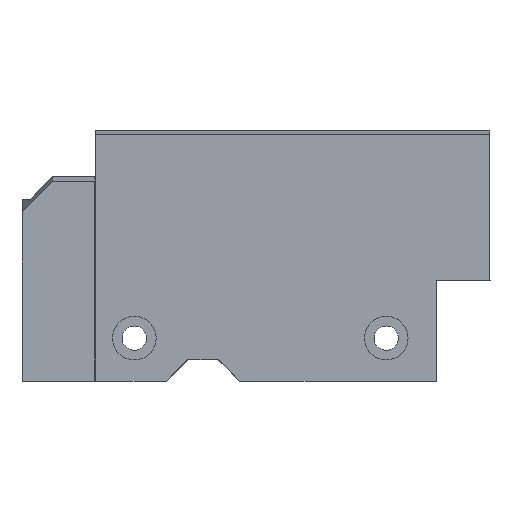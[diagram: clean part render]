
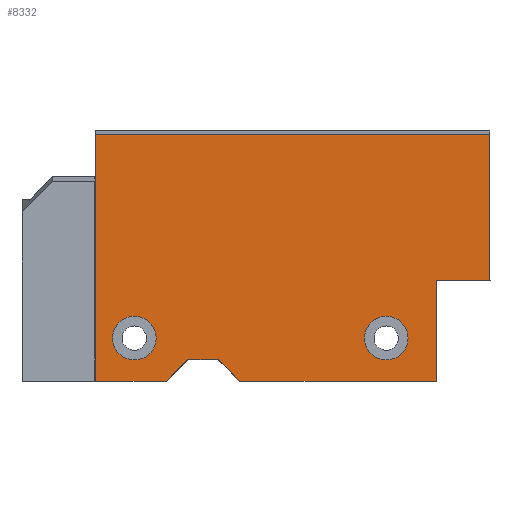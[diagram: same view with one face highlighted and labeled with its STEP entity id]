
A CAD part, left-side view. The second image highlights one B-rep face of the part: STEP entity #8332.
In plain terms, the highlighted planar face has unit normal (-1, 0, 0).
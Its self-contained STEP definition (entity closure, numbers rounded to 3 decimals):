
#685=FACE_BOUND('',#1681,.T.);
#686=FACE_BOUND('',#1682,.T.);
#769=PLANE('',#9062);
#1188=FACE_OUTER_BOUND('',#1680,.T.);
#1680=EDGE_LOOP('',(#7175,#7176,#7177,#7178,#7179,#7180,#7181,#7182,#7183,
#7184));
#1681=EDGE_LOOP('',(#7185));
#1682=EDGE_LOOP('',(#7186));
#2100=LINE('',#23406,#2560);
#2115=LINE('',#23449,#2575);
#2117=LINE('',#23459,#2577);
#2121=LINE('',#23471,#2581);
#2123=LINE('',#23475,#2583);
#2218=LINE('',#23868,#2678);
#2220=LINE('',#23872,#2680);
#2221=LINE('',#23874,#2681);
#2222=LINE('',#23875,#2682);
#2223=LINE('',#23876,#2683);
#2560=VECTOR('',#10288,10.);
#2575=VECTOR('',#10333,10.);
#2577=VECTOR('',#10343,10.);
#2581=VECTOR('',#10359,10.);
#2583=VECTOR('',#10363,10.);
#2678=VECTOR('',#10630,10.);
#2680=VECTOR('',#10634,10.);
#2681=VECTOR('',#10635,10.);
#2682=VECTOR('',#10636,10.);
#2683=VECTOR('',#10637,10.);
#3126=CIRCLE('',#9063,3.05);
#3127=CIRCLE('',#9064,3.05);
#3716=VERTEX_POINT('',#23403);
#3717=VERTEX_POINT('',#23405);
#3730=VERTEX_POINT('',#23447);
#3734=VERTEX_POINT('',#23457);
#3736=VERTEX_POINT('',#23469);
#3737=VERTEX_POINT('',#23473);
#3824=VERTEX_POINT('',#23865);
#3825=VERTEX_POINT('',#23867);
#3826=VERTEX_POINT('',#23871);
#3827=VERTEX_POINT('',#23873);
#3828=VERTEX_POINT('',#23877);
#3829=VERTEX_POINT('',#23879);
#4810=EDGE_CURVE('',#3717,#3716,#2100,.T.);
#4832=EDGE_CURVE('',#3716,#3730,#2115,.T.);
#4836=EDGE_CURVE('',#3730,#3734,#2117,.T.);
#4843=EDGE_CURVE('',#3734,#3736,#2121,.T.);
#4845=EDGE_CURVE('',#3736,#3737,#2123,.T.);
#4981=EDGE_CURVE('',#3825,#3824,#2218,.T.);
#4983=EDGE_CURVE('',#3737,#3826,#2220,.T.);
#4984=EDGE_CURVE('',#3826,#3827,#2221,.F.);
#4985=EDGE_CURVE('',#3827,#3825,#2222,.F.);
#4986=EDGE_CURVE('',#3717,#3824,#2223,.T.);
#4987=EDGE_CURVE('',#3828,#3828,#3126,.T.);
#4988=EDGE_CURVE('',#3829,#3829,#3127,.T.);
#7175=ORIENTED_EDGE('',*,*,#4843,.T.);
#7176=ORIENTED_EDGE('',*,*,#4845,.T.);
#7177=ORIENTED_EDGE('',*,*,#4983,.T.);
#7178=ORIENTED_EDGE('',*,*,#4984,.T.);
#7179=ORIENTED_EDGE('',*,*,#4985,.T.);
#7180=ORIENTED_EDGE('',*,*,#4981,.T.);
#7181=ORIENTED_EDGE('',*,*,#4986,.F.);
#7182=ORIENTED_EDGE('',*,*,#4810,.T.);
#7183=ORIENTED_EDGE('',*,*,#4832,.T.);
#7184=ORIENTED_EDGE('',*,*,#4836,.T.);
#7185=ORIENTED_EDGE('',*,*,#4987,.T.);
#7186=ORIENTED_EDGE('',*,*,#4988,.T.);
#8332=ADVANCED_FACE('',(#1188,#685,#686),#769,.T.);
#9062=AXIS2_PLACEMENT_3D('',#23870,#10632,#10633);
#9063=AXIS2_PLACEMENT_3D('',#23878,#10638,#10639);
#9064=AXIS2_PLACEMENT_3D('',#23880,#10640,#10641);
#10288=DIRECTION('',(0.,-1.,0.));
#10333=DIRECTION('',(0.,-0.707,0.707));
#10343=DIRECTION('',(0.,-1.,0.));
#10359=DIRECTION('',(0.,-0.707,-0.707));
#10363=DIRECTION('',(0.,-1.,0.));
#10630=DIRECTION('',(0.,1.,0.));
#10632=DIRECTION('center_axis',(-1.,0.,0.));
#10633=DIRECTION('ref_axis',(0.,-1.,0.));
#10634=DIRECTION('',(0.,0.,1.));
#10635=DIRECTION('',(0.,1.,0.));
#10636=DIRECTION('',(0.,0.,-1.));
#10637=DIRECTION('',(0.,0.,1.));
#10638=DIRECTION('center_axis',(1.,0.,0.));
#10639=DIRECTION('ref_axis',(0.,-1.,0.));
#10640=DIRECTION('center_axis',(1.,0.,0.));
#10641=DIRECTION('ref_axis',(0.,-1.,0.));
#23403=CARTESIAN_POINT('',(-29.998,4.181,-13.206));
#23405=CARTESIAN_POINT('',(-29.998,14.04,-13.206));
#23406=CARTESIAN_POINT('',(-29.998,-8.661,-13.206));
#23447=CARTESIAN_POINT('',(-29.998,1.181,-10.206));
#23449=CARTESIAN_POINT('',(-29.998,-5.253,-3.772));
#23457=CARTESIAN_POINT('',(-29.998,-3.102,-10.206));
#23459=CARTESIAN_POINT('',(-29.998,-6.812,-10.206));
#23469=CARTESIAN_POINT('',(-29.998,-6.102,-13.206));
#23471=CARTESIAN_POINT('',(-29.998,-3.043,-10.147));
#23473=CARTESIAN_POINT('',(-29.998,-33.56,-13.206));
#23475=CARTESIAN_POINT('',(-29.998,-8.661,-13.206));
#23865=CARTESIAN_POINT('',(-29.998,14.04,21.25));
#23867=CARTESIAN_POINT('',(-29.998,-41.06,21.25));
#23868=CARTESIAN_POINT('',(-29.998,-41.256,21.25));
#23870=CARTESIAN_POINT('Origin',(-29.998,-13.711,3.497));
#23871=CARTESIAN_POINT('',(-29.998,-33.56,0.794));
#23872=CARTESIAN_POINT('',(-29.998,-33.56,-1.354));
#23873=CARTESIAN_POINT('',(-29.998,-41.06,0.794));
#23874=CARTESIAN_POINT('',(-29.998,-22.533,0.794));
#23875=CARTESIAN_POINT('',(-29.998,-41.06,11.33));
#23876=CARTESIAN_POINT('',(-29.998,14.04,3.911));
#23877=CARTESIAN_POINT('',(-29.998,11.69,-7.206));
#23878=CARTESIAN_POINT('Origin',(-29.998,8.64,-7.206));
#23879=CARTESIAN_POINT('',(-29.998,-23.51,-7.206));
#23880=CARTESIAN_POINT('Origin',(-29.998,-26.56,-7.206));
